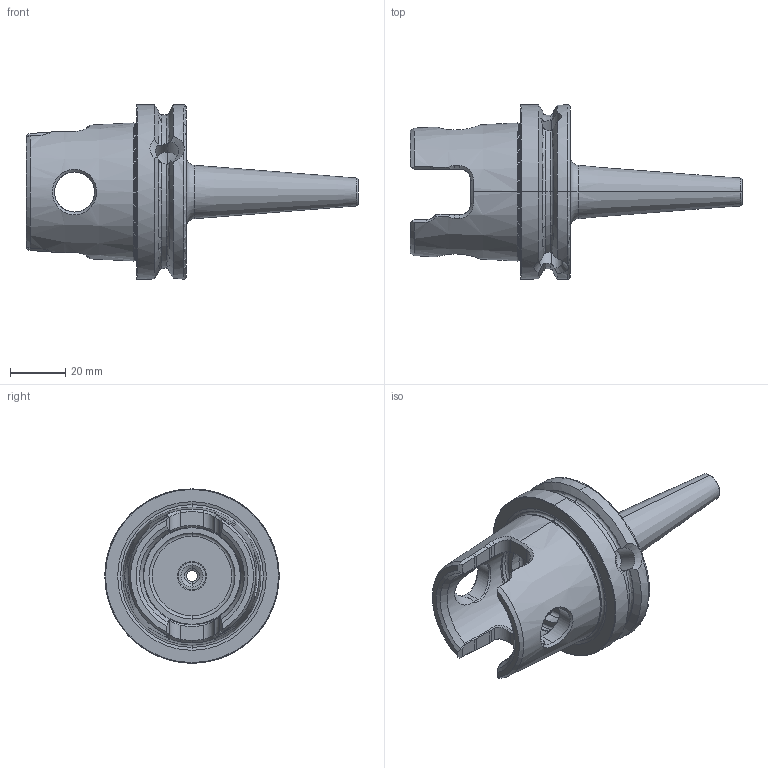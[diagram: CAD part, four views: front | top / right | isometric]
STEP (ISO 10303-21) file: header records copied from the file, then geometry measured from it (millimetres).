
FILE_DESCRIPTION (( 'STEP AP203' ), '1' );
FILE_NAME ('KY6.S04.K01.080.STEP', '2018-02-14T13:48:46', ( 'SWIAdmin' ), ( 'Hewlett-Packard Company' ), 'SwSTEP 2.0', 'SolidWorks 2017', '' );
FILE_SCHEMA (( 'CONFIG_CONTROL_DESIGN' ));
Length unit declared in the file: millimetre
Products named in the file (1): KY6.S04.K01.080
Bounding box: 119.95 x 62.95 x 62.95 mm (x, y, z)
Volume: 87163 mm3; surface area: 24020.1 mm2
Topology: 1 solids, 1 shells, 219 faces, 558 edges, 340 vertices
Faces by surface type: cylinder 51, bspline 50, cone 47, plane 45, torus 26
Entity records: 9226 total; most frequent: CARTESIAN_POINT 4472, ORIENTED_EDGE 1104, DIRECTION 775, EDGE_CURVE 552, VERTEX_POINT 340, AXIS2_PLACEMENT_3D 323, B_SPLINE_CURVE_WITH_KNOTS 270, EDGE_LOOP 230
